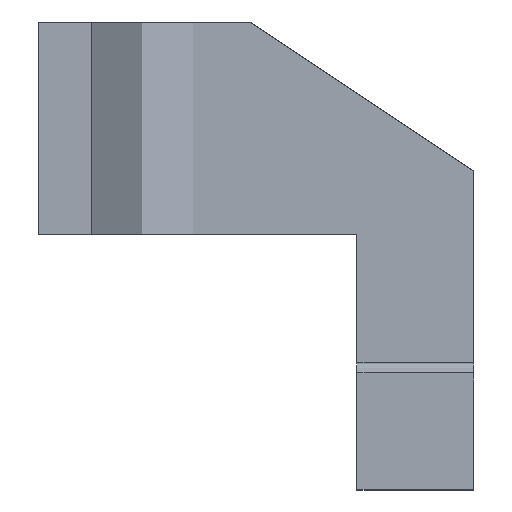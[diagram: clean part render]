
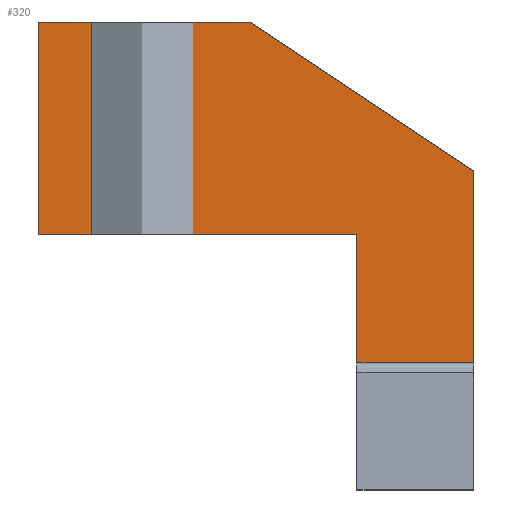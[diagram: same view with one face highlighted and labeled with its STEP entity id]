
A CAD part, top view. The second image highlights one B-rep face of the part: STEP entity #320.
In plain terms, the highlighted planar face has unit normal (0, 0, -1).
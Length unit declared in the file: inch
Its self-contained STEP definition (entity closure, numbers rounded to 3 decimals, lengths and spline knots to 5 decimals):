
#25=PLANE('',#358);
#41=FACE_OUTER_BOUND('',#59,.T.);
#59=EDGE_LOOP('',(#271,#272,#273,#274,#275,#276,#277));
#72=LINE('',#478,#108);
#78=LINE('',#499,#114);
#82=LINE('',#508,#118);
#86=LINE('',#516,#122);
#89=LINE('',#521,#125);
#93=LINE('',#527,#129);
#94=LINE('',#528,#130);
#108=VECTOR('',#389,0.3937);
#114=VECTOR('',#409,0.3937);
#118=VECTOR('',#415,0.3937);
#122=VECTOR('',#421,0.3937);
#125=VECTOR('',#426,0.3937);
#129=VECTOR('',#434,0.3937);
#130=VECTOR('',#435,0.3937);
#154=VERTEX_POINT('',#475);
#155=VERTEX_POINT('',#477);
#162=VERTEX_POINT('',#497);
#163=VERTEX_POINT('',#498);
#166=VERTEX_POINT('',#506);
#167=VERTEX_POINT('',#507);
#170=VERTEX_POINT('',#515);
#186=EDGE_CURVE('',#155,#154,#72,.T.);
#196=EDGE_CURVE('',#162,#163,#78,.T.);
#200=EDGE_CURVE('',#166,#167,#82,.T.);
#204=EDGE_CURVE('',#167,#170,#86,.T.);
#207=EDGE_CURVE('',#170,#162,#89,.T.);
#211=EDGE_CURVE('',#163,#155,#93,.T.);
#212=EDGE_CURVE('',#154,#166,#94,.T.);
#271=ORIENTED_EDGE('',*,*,#207,.T.);
#272=ORIENTED_EDGE('',*,*,#196,.T.);
#273=ORIENTED_EDGE('',*,*,#211,.T.);
#274=ORIENTED_EDGE('',*,*,#186,.T.);
#275=ORIENTED_EDGE('',*,*,#212,.T.);
#276=ORIENTED_EDGE('',*,*,#200,.T.);
#277=ORIENTED_EDGE('',*,*,#204,.T.);
#320=ADVANCED_FACE('',(#41),#25,.F.);
#358=AXIS2_PLACEMENT_3D('',#526,#432,#433);
#389=DIRECTION('',(-1.,0.,0.));
#409=DIRECTION('',(0.832,-0.555,0.));
#415=DIRECTION('',(-1.,0.,0.));
#421=DIRECTION('',(0.,1.,0.));
#426=DIRECTION('',(1.,0.,0.));
#432=DIRECTION('center_axis',(0.,0.,1.));
#433=DIRECTION('ref_axis',(1.,0.,0.));
#434=DIRECTION('',(0.,-1.,0.));
#435=DIRECTION('',(0.,1..,0.));
#475=CARTESIAN_POINT('',(0.93725,0.375,0.));
#477=CARTESIAN_POINT('',(1.281,0.375,0..));
#478=CARTESIAN_POINT('',(1.281,0.375,0.));
#497=CARTESIAN_POINT('',(0.625,1.375,0.));
#498=CARTESIAN_POINT('',(1.281,0.9375,0.));
#499=CARTESIAN_POINT('',(0.625,1.375,0.));
#506=CARTESIAN_POINT('',(0.93725,0.75,0.));
#507=CARTESIAN_POINT('',(0.,0.75,0..));
#508=CARTESIAN_POINT('',(0.93725,0.75,0.));
#515=CARTESIAN_POINT('',(0.,1.375,0.));
#516=CARTESIAN_POINT('',(0.,0.75,0.));
#521=CARTESIAN_POINT('',(0.,1.375,0.));
#526=CARTESIAN_POINT('Origin',(0.6405,0.875,0.));
#527=CARTESIAN_POINT('',(1.281,0.75,0.));
#528=CARTESIAN_POINT('',(0.93725,0..,0.));
